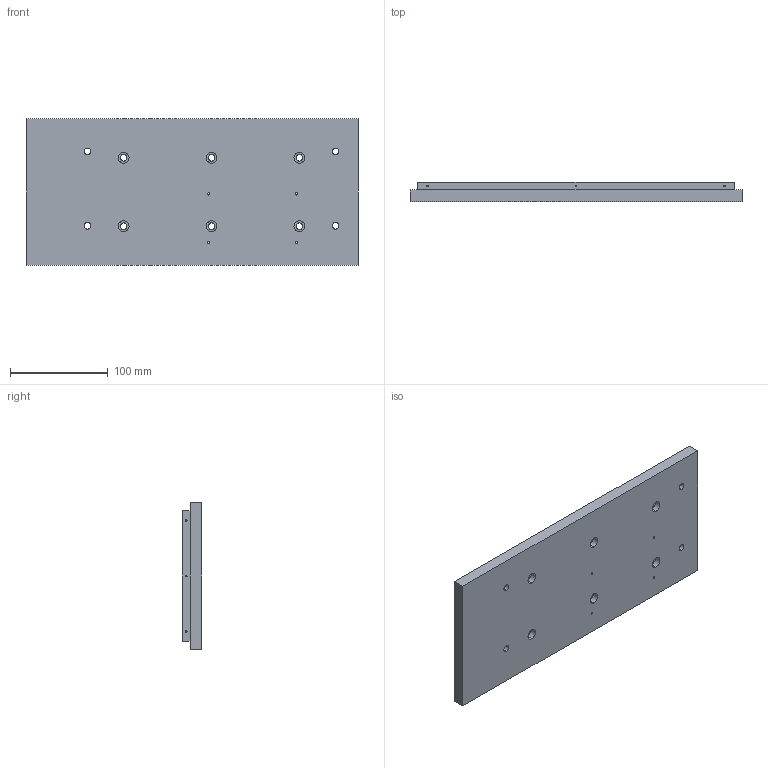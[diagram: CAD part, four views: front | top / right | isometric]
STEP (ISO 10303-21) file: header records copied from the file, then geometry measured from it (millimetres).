
FILE_DESCRIPTION (( 'STEP AP214' ), '1' );
FILE_NAME ('OuterEnclosure_bottom.step', '2020-10-12T18:41:13', ( '' ), ( '' ), 'SwSTEP 2.0', 'SolidWorks 2019', '' );
FILE_SCHEMA (( 'AUTOMOTIVE_DESIGN' ));
Length unit declared in the file: millimetre
Products named in the file (1): OuterEnclosure_bottom
Bounding box: 340 x 20 x 150 mm (x, y, z)
Volume: 940485.3 mm3; surface area: 127486 mm2
Topology: 1 solids, 1 shells, 143 faces, 360 edges, 212 vertices
Faces by surface type: cylinder 88, plane 31, cone 24
Entity records: 4740 total; most frequent: CARTESIAN_POINT 788, DIRECTION 736, ORIENTED_EDGE 672, EDGE_CURVE 336, AXIS2_PLACEMENT_3D 288, VERTEX_POINT 212, EDGE_LOOP 196, VECTOR 160
